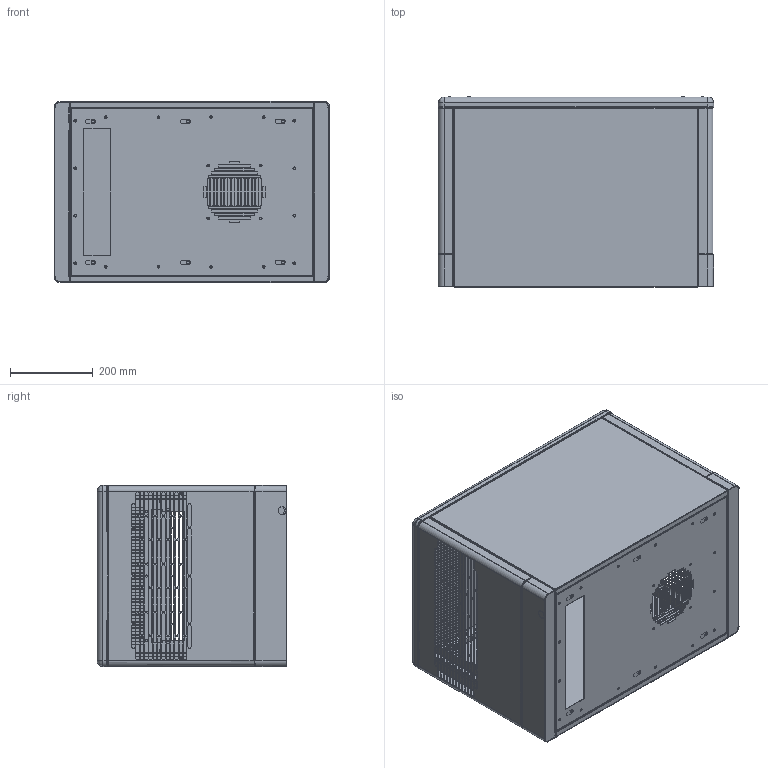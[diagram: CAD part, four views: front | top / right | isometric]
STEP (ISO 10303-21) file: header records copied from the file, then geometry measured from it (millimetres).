
FILE_DESCRIPTION((''),'2;1');
FILE_NAME('STEP-K_A4C6RTL.stp', '2015-02-19T11:13:11',('User'),('SDRC'),'I-DEAS Master Series','UNIX','Yes');
FILE_SCHEMA(('CONFIG_CONTROL_DESIGN', 'GEOMETRIC_VALIDATION_PROPERTIES_MIM','SHAPE_APPEARANCE_LAYER_MIM'));
Length unit declared in the file: inch
Bounding box: 663.96 x 457.96 x 436.37 mm (x, y, z)
Volume: 2527925.9 mm3; surface area: 3891190.2 mm2
Topology: 59 solids, 63 shells, 2738 faces, 6942 edges, 4340 vertices
Faces by surface type: bspline 2738
Entity records: 89126 total; most frequent: CARTESIAN_POINT 39274, ORIENTED_EDGE 13852, OVER_RIDING_STYLED_ITEM 7300, EDGE_CURVE 6934, QUASI_UNIFORM_CURVE 5212, VERTEX_POINT 4340, EDGE_LOOP 3416, FACE_OUTER_BOUND 2738
